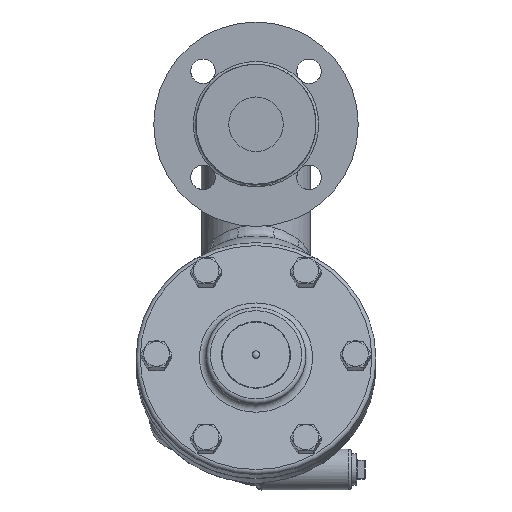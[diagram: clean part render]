
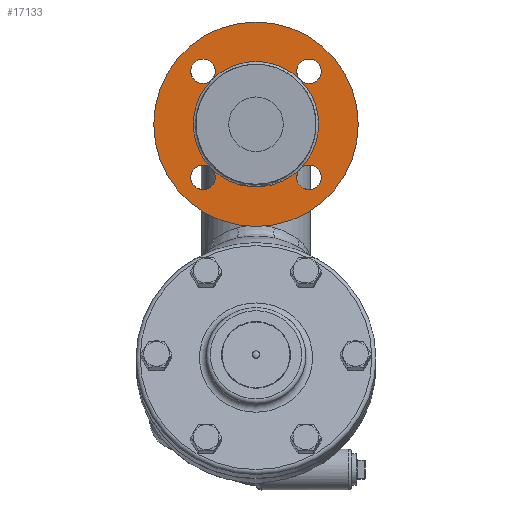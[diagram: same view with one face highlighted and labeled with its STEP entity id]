
A CAD part, front view. The second image highlights one B-rep face of the part: STEP entity #17133.
In plain terms, the highlighted planar face has unit normal (0, -1, 0).
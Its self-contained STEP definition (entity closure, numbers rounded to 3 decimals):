
#17041=CARTESIAN_POINT('',(-32.527,-224.,32.527));
#17042=VERTEX_POINT('',#17041);
#17043=CARTESIAN_POINT('',(-32.527,-224.,-32.527));
#17044=VERTEX_POINT('',#17043);
#17045=CARTESIAN_POINT('',(0.0,-224.,0.0));
#17046=DIRECTION('',(0.0,-1.0,0.0));
#17047=DIRECTION('',(1.0,0.0,0.0));
#17048=AXIS2_PLACEMENT_3D('',#17045,#17046,#17047);
#17049=CIRCLE('',#17048,46.);
#17050=EDGE_CURVE('',#17042,#17044,#17049,.T.);
#17052=CARTESIAN_POINT('',(32.527,-224.,-32.527));
#17053=VERTEX_POINT('',#17052);
#17054=CARTESIAN_POINT('',(0.0,-224.,0.0));
#17055=DIRECTION('',(0.0,-1.0,0.0));
#17056=DIRECTION('',(1.0,0.0,0.0));
#17057=AXIS2_PLACEMENT_3D('',#17054,#17055,#17056);
#17058=CIRCLE('',#17057,46.);
#17059=EDGE_CURVE('',#17044,#17053,#17058,.T.);
#17061=CARTESIAN_POINT('',(32.527,-224.,32.527));
#17062=VERTEX_POINT('',#17061);
#17063=CARTESIAN_POINT('',(0.0,-224.,0.0));
#17064=DIRECTION('',(0.0,-1.0,0.0));
#17065=DIRECTION('',(1.0,0.0,0.0));
#17066=AXIS2_PLACEMENT_3D('',#17063,#17064,#17065);
#17067=CIRCLE('',#17066,46.);
#17068=EDGE_CURVE('',#17053,#17062,#17067,.T.);
#17070=CARTESIAN_POINT('',(0.0,-224.,0.0));
#17071=DIRECTION('',(0.0,-1.0,0.0));
#17072=DIRECTION('',(1.0,0.0,0.0));
#17073=AXIS2_PLACEMENT_3D('',#17070,#17071,#17072);
#17074=CIRCLE('',#17073,46.);
#17075=EDGE_CURVE('',#17062,#17042,#17074,.T.);
#17083=CARTESIAN_POINT('',(0.0,-224.,0.0));
#17084=DIRECTION('',(0.0,-1.0,0.0));
#17085=DIRECTION('',(0.0,0.0,-1.0));
#17086=AXIS2_PLACEMENT_3D('',#17083,#17084,#17085);
#17087=PLANE('',#17086);
#17088=CARTESIAN_POINT('',(75.0,-224.,0.));
#17089=VERTEX_POINT('',#17088);
#17090=CARTESIAN_POINT('',(0.0,-224.,0.0));
#17091=DIRECTION('',(0.0,-1.0,0.0));
#17092=DIRECTION('',(-1.0,0.0,0.0));
#17093=AXIS2_PLACEMENT_3D('',#17090,#17091,#17092);
#17094=CIRCLE('',#17093,75.0);
#17095=EDGE_CURVE('',#17089,#17089,#17094,.T.);
#17096=ORIENTED_EDGE('',*,*,#17095,.T.);
#17097=EDGE_LOOP('',(#17096));
#17098=FACE_OUTER_BOUND('',#17097,.T.);
#17099=ORIENTED_EDGE('',*,*,#17050,.F.);
#17100=CARTESIAN_POINT('',(-38.891,-224.,38.891));
#17101=DIRECTION('',(0.0,1.0,0.0));
#17102=DIRECTION('',(-1.0,0.0,0.0));
#17103=AXIS2_PLACEMENT_3D('',#17100,#17101,#17102);
#17104=CIRCLE('',#17103,9.0);
#17105=EDGE_CURVE('',#17042,#17042,#17104,.T.);
#17106=ORIENTED_EDGE('',*,*,#17105,.T.);
#17107=ORIENTED_EDGE('',*,*,#17075,.F.);
#17108=CARTESIAN_POINT('',(38.891,-224.,38.891));
#17109=DIRECTION('',(0.0,1.0,0.0));
#17110=DIRECTION('',(-1.0,0.0,0.0));
#17111=AXIS2_PLACEMENT_3D('',#17108,#17109,#17110);
#17112=CIRCLE('',#17111,9.0);
#17113=EDGE_CURVE('',#17062,#17062,#17112,.T.);
#17114=ORIENTED_EDGE('',*,*,#17113,.T.);
#17115=ORIENTED_EDGE('',*,*,#17068,.F.);
#17116=CARTESIAN_POINT('',(38.891,-224.,-38.891));
#17117=DIRECTION('',(0.0,1.0,0.0));
#17118=DIRECTION('',(-1.0,0.0,0.0));
#17119=AXIS2_PLACEMENT_3D('',#17116,#17117,#17118);
#17120=CIRCLE('',#17119,9.0);
#17121=EDGE_CURVE('',#17053,#17053,#17120,.T.);
#17122=ORIENTED_EDGE('',*,*,#17121,.T.);
#17123=ORIENTED_EDGE('',*,*,#17059,.F.);
#17124=CARTESIAN_POINT('',(-38.891,-224.,-38.891));
#17125=DIRECTION('',(0.0,1.0,0.0));
#17126=DIRECTION('',(-1.0,0.0,0.0));
#17127=AXIS2_PLACEMENT_3D('',#17124,#17125,#17126);
#17128=CIRCLE('',#17127,9.);
#17129=EDGE_CURVE('',#17044,#17044,#17128,.T.);
#17130=ORIENTED_EDGE('',*,*,#17129,.T.);
#17131=EDGE_LOOP('',(#17099,#17106,#17107,#17114,#17115,#17122,#17123,#17130));
#17132=FACE_BOUND('',#17131,.T.);
#17133=ADVANCED_FACE('',(#17098,#17132),#17087,.T.);
